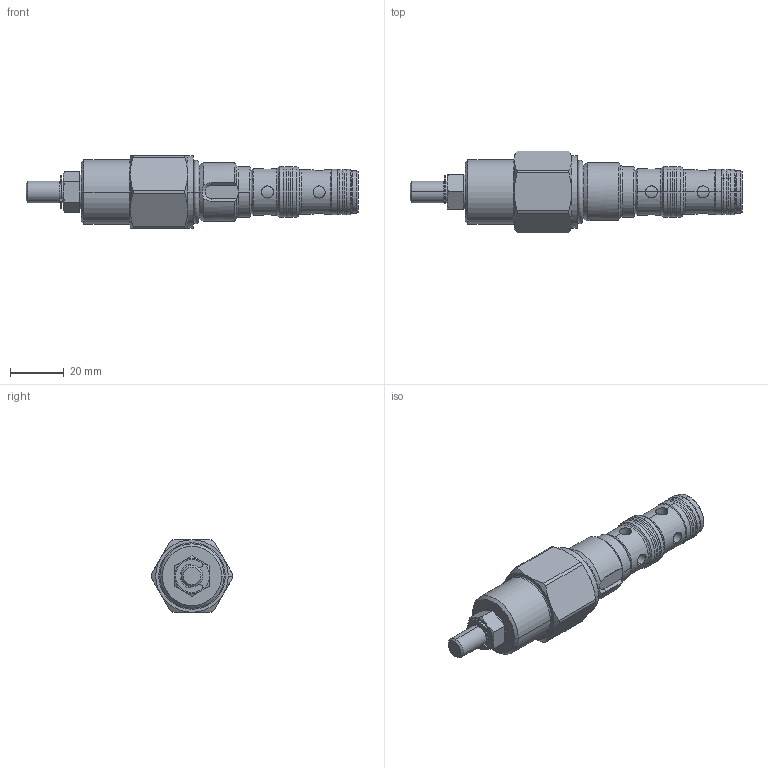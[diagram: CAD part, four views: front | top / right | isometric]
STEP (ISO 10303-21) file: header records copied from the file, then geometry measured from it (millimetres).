
FILE_DESCRIPTION (( 'STEP AP214' ), '1' );
FILE_NAME ('419.D2_Kunde.STEP', '2017-02-21T13:55:30', ( 'user' ), ( '' ), 'SwSTEP 2.0', 'SolidWorks 2016', '' );
FILE_SCHEMA (( 'AUTOMOTIVE_DESIGN' ));
Length unit declared in the file: millimetre
Products named in the file (1): 419.D2_Kunde
Bounding box: 123.87 x 30.5 x 27 mm (x, y, z)
Volume: 41036.4 mm3; surface area: 10040.8 mm2
Topology: 2 solids, 2 shells, 207 faces, 455 edges, 270 vertices
Faces by surface type: cylinder 79, cone 51, plane 45, torus 24, bspline 8
Entity records: 6788 total; most frequent: CARTESIAN_POINT 2177, DIRECTION 993, ORIENTED_EDGE 910, EDGE_CURVE 455, AXIS2_PLACEMENT_3D 416, VERTEX_POINT 270, EDGE_LOOP 225, CIRCLE 216
